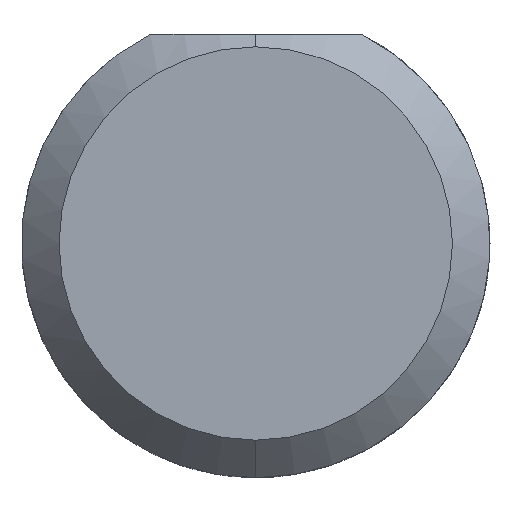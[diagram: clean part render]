
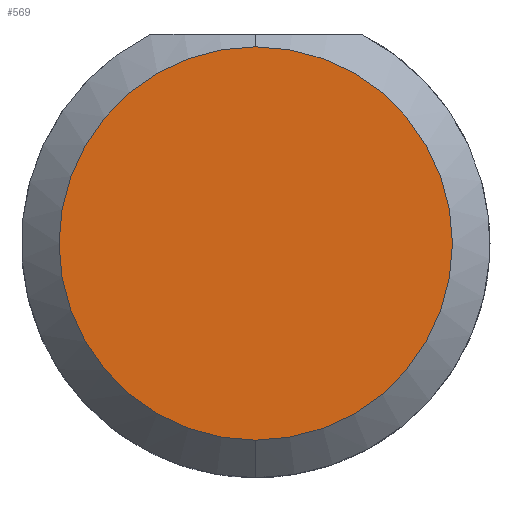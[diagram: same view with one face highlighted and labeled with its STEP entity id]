
A CAD part, left-side view. The second image highlights one B-rep face of the part: STEP entity #569.
In plain terms, the highlighted planar face has unit normal (-1, 0, 0).
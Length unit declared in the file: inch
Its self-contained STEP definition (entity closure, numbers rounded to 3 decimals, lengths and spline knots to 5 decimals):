
#9 = VERTEX_POINT ( 'NONE', #209 ) ;
#52 = CARTESIAN_POINT ( 'NONE',  ( 0., 0., 0. ) ) ;
#87 = EDGE_CURVE ( 'NONE', #224, #9, #519, .T. ) ;
#88 = CARTESIAN_POINT ( 'NONE',  ( 0., 0., 0.0786 ) ) ;
#116 = DIRECTION ( 'NONE',  ( 0., 0., 1. ) ) ;
#120 = DIRECTION ( 'NONE',  ( 0., 0., 1. ) ) ;
#152 = EDGE_CURVE ( 'NONE', #9, #224, #574, .T. ) ;
#186 = AXIS2_PLACEMENT_3D ( 'NONE', #602, #536, #116 ) ;
#209 = CARTESIAN_POINT ( 'NONE',  ( 0., 0., -0.0786 ) ) ;
#224 = VERTEX_POINT ( 'NONE', #88 ) ;
#292 = DIRECTION ( 'NONE',  ( 1., 0., 0. ) ) ;
#415 = CARTESIAN_POINT ( 'NONE',  ( 0., 0., 0. ) ) ;
#441 = DIRECTION ( 'NONE',  ( 0., 0., -1. ) ) ;
#519 = CIRCLE ( 'NONE', #767, 0.0786 ) ;
#528 = PLANE ( 'NONE',  #681 ) ;
#536 = DIRECTION ( 'NONE',  ( -1., 0., 0. ) ) ;
#569 = ADVANCED_FACE ( 'NONE', ( #588 ), #528, .F. ) ;
#574 = CIRCLE ( 'NONE', #186, 0.0786 ) ;
#588 = FACE_OUTER_BOUND ( 'NONE', #708, .T. ) ;
#602 = CARTESIAN_POINT ( 'NONE',  ( 0., 0., 0. ) ) ;
#625 = ORIENTED_EDGE ( 'NONE', *, *, #87, .T. ) ;
#681 = AXIS2_PLACEMENT_3D ( 'NONE', #52, #292, #441 ) ;
#708 = EDGE_LOOP ( 'NONE', ( #751, #625 ) ) ;
#751 = ORIENTED_EDGE ( 'NONE', *, *, #152, .T. ) ;
#767 = AXIS2_PLACEMENT_3D ( 'NONE', #415, #779, #120 ) ;
#779 = DIRECTION ( 'NONE',  ( -1., 0., 0. ) ) ;
